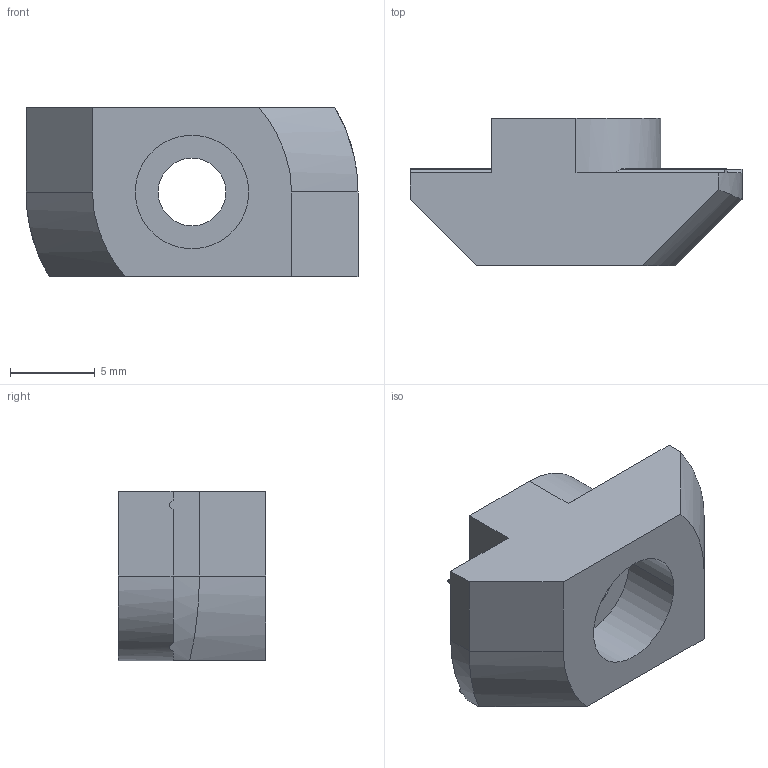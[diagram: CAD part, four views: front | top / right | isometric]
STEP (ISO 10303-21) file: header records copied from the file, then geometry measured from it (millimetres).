
FILE_DESCRIPTION(('STEP AP214'),'1');
FILE_NAME('cctmp_B63A5ABE-3AE9-4ED8-8756-A6F03521EBE2_2020_1_15_7_27_14_383..stp','2020-01-15T06:27:14',('Bosch Rexroth AG'),('CADClick - www.CADClick.com'),'Spatial InterOp 3D',' ','unknown authorization - (Healing Option Enabled)');
FILE_SCHEMA(('AUTOMOTIVE_DESIGN'));
Length unit declared in the file: millimetre
Products named in the file (1): 2020_01_15__07-27-14-383
Bounding box: 19.6 x 8.7 x 10 mm (x, y, z)
Volume: 983.4 mm3; surface area: 847.9 mm2
Topology: 1 solids, 1 shells, 39 faces, 106 edges, 70 vertices
Faces by surface type: plane 25, cylinder 14
Entity records: 1606 total; most frequent: CARTESIAN_POINT 252, DIRECTION 216, ORIENTED_EDGE 212, EDGE_CURVE 106, AXIS2_PLACEMENT_3D 74, VERTEX_POINT 70, LINE 68, VECTOR 68
